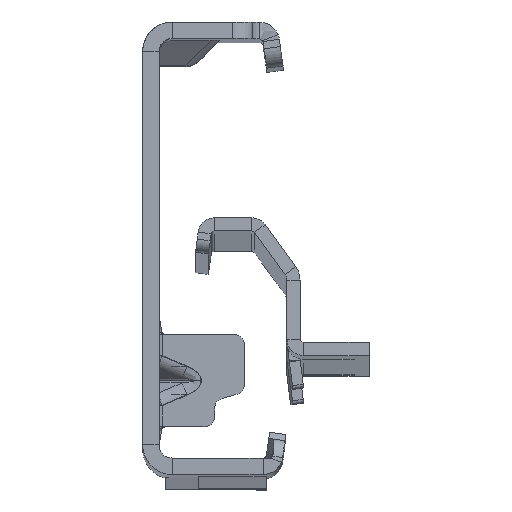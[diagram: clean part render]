
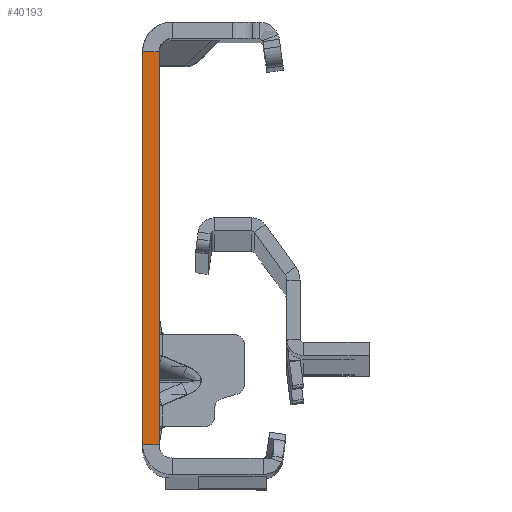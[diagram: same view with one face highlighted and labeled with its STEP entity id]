
A CAD part, top view. The second image highlights one B-rep face of the part: STEP entity #40193.
In plain terms, the highlighted planar face has unit normal (0, 0, 1).
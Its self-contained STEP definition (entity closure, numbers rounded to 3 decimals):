
#335 = EDGE_CURVE ( 'NONE', #12664, #26806, #34012, .T. ) ;
#2975 = CARTESIAN_POINT ( 'NONE',  ( -2.5, 30., 0. ) ) ;
#5239 = DIRECTION ( 'NONE',  ( 1., 0., 0. ) ) ;
#6244 = LINE ( 'NONE', #29949, #43196 ) ;
#7549 = DIRECTION ( 'NONE',  ( -1., 0., 0. ) ) ;
#10221 = LINE ( 'NONE', #13539, #41243 ) ;
#10453 = ORIENTED_EDGE ( 'NONE', *, *, #30305, .F. ) ;
#10798 = CARTESIAN_POINT ( 'NONE',  ( -2.5, -30., 0. ) ) ;
#11542 = VERTEX_POINT ( 'NONE', #28577 ) ;
#12664 = VERTEX_POINT ( 'NONE', #44764 ) ;
#13500 = ORIENTED_EDGE ( 'NONE', *, *, #32910, .F. ) ;
#13539 = CARTESIAN_POINT ( 'NONE',  ( -2.5, -32., 0. ) ) ;
#13552 = FACE_OUTER_BOUND ( 'NONE', #14492, .T. ) ;
#14492 = EDGE_LOOP ( 'NONE', ( #13500, #47915, #16424, #10453 ) ) ;
#16424 = ORIENTED_EDGE ( 'NONE', *, *, #28001, .T. ) ;
#21080 = DIRECTION ( 'NONE',  ( 0., -1., 0. ) ) ;
#21586 = DIRECTION ( 'NONE',  ( 0., 0., 1. ) ) ;
#24883 = PLANE ( 'NONE',  #34151 ) ;
#26806 = VERTEX_POINT ( 'NONE', #2975 ) ;
#27966 = LINE ( 'NONE', #39281, #36619 ) ;
#28001 = EDGE_CURVE ( 'NONE', #26806, #28774, #10221, .T. ) ;
#28577 = CARTESIAN_POINT ( 'NONE',  ( 0., -30., 0. ) ) ;
#28774 = VERTEX_POINT ( 'NONE', #10798 ) ;
#29949 = CARTESIAN_POINT ( 'NONE',  ( 0., -30., 0. ) ) ;
#30305 = EDGE_CURVE ( 'NONE', #11542, #28774, #6244, .T. ) ;
#32910 = EDGE_CURVE ( 'NONE', #12664, #11542, #27966, .T. ) ;
#34012 = LINE ( 'NONE', #49407, #48604 ) ;
#34151 = AXIS2_PLACEMENT_3D ( 'NONE', #40238, #21586, #5239 ) ;
#34997 = DIRECTION ( 'NONE',  ( 0., -1., 0. ) ) ;
#36619 = VECTOR ( 'NONE', #34997, 1000. ) ;
#37738 = DIRECTION ( 'NONE',  ( -1., 0., 0. ) ) ;
#39281 = CARTESIAN_POINT ( 'NONE',  ( 0., -32., 0. ) ) ;
#40193 = ADVANCED_FACE ( 'NONE', ( #13552 ), #24883, .T. ) ;
#40238 = CARTESIAN_POINT ( 'NONE',  ( -2.5, -32., 0. ) ) ;
#41243 = VECTOR ( 'NONE', #21080, 1000. ) ;
#43196 = VECTOR ( 'NONE', #37738, 1000. ) ;
#44764 = CARTESIAN_POINT ( 'NONE',  ( 0., 30., 0. ) ) ;
#47915 = ORIENTED_EDGE ( 'NONE', *, *, #335, .T. ) ;
#48604 = VECTOR ( 'NONE', #7549, 1000. ) ;
#49407 = CARTESIAN_POINT ( 'NONE',  ( 0., 30., 0. ) ) ;
